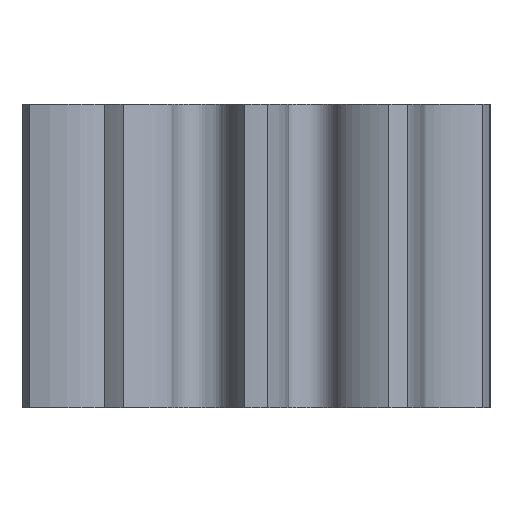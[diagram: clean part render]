
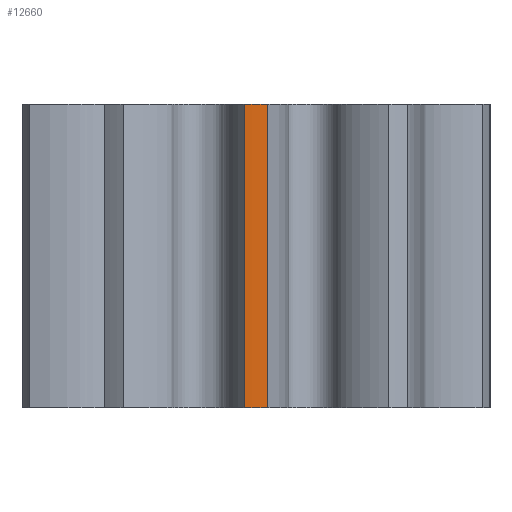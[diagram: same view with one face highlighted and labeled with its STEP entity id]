
A CAD part, front view. The second image highlights one B-rep face of the part: STEP entity #12660.
In plain terms, the highlighted cylindrical face has radius 15.24 mm (diameter 30.48 mm), a partial arc.
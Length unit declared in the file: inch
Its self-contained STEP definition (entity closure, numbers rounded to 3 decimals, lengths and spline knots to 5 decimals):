
#41 = DIRECTION ( 'NONE',  ( 0., 0., 1. ) ) ;
#700 = EDGE_CURVE ( 'NONE', #4518, #4617, #8581, .T. ) ;
#1936 = ORIENTED_EDGE ( 'NONE', *, *, #700, .T. ) ;
#2131 = ORIENTED_EDGE ( 'NONE', *, *, #15301, .F. ) ;
#2485 = DIRECTION ( 'NONE',  ( 0., 0., -1. ) ) ;
#3256 = DIRECTION ( 'NONE',  ( 0., 0., -1. ) ) ;
#4120 = EDGE_CURVE ( 'NONE', #8749, #14672, #9800, .T. ) ;
#4518 = VERTEX_POINT ( 'NONE', #12921 ) ;
#4617 = VERTEX_POINT ( 'NONE', #10510 ) ;
#5041 = CYLINDRICAL_SURFACE ( 'NONE', #8926, 0.6 ) ;
#5245 = DIRECTION ( 'NONE',  ( 1., 0., 0. ) ) ;
#5605 = EDGE_LOOP ( 'NONE', ( #7278, #10237, #2131, #1936 ) ) ;
#5777 = DIRECTION ( 'NONE',  ( 0., 0., 1. ) ) ;
#5908 = VECTOR ( 'NONE', #3256, 39.37008 ) ;
#7278 = ORIENTED_EDGE ( 'NONE', *, *, #14551, .T. ) ;
#8119 = AXIS2_PLACEMENT_3D ( 'NONE', #8808, #41, #5245 ) ;
#8581 = LINE ( 'NONE', #14957, #14329 ) ;
#8670 = DIRECTION ( 'NONE',  ( 0., 0., -1. ) ) ;
#8749 = VERTEX_POINT ( 'NONE', #15434 ) ;
#8759 = FACE_OUTER_BOUND ( 'NONE', #5605, .T. ) ;
#8808 = CARTESIAN_POINT ( 'NONE',  ( 0., 0., 0.375 ) ) ;
#8926 = AXIS2_PLACEMENT_3D ( 'NONE', #10086, #2485, #13889 ) ;
#9800 = LINE ( 'NONE', #12437, #5908 ) ;
#10086 = CARTESIAN_POINT ( 'NONE',  ( 0., 0., 0.375 ) ) ;
#10237 = ORIENTED_EDGE ( 'NONE', *, *, #4120, .F. ) ;
#10510 = CARTESIAN_POINT ( 'NONE',  ( -0.02937, -0.59928, -0.375 ) ) ;
#10753 = DIRECTION ( 'NONE',  ( 1., 0., 0. ) ) ;
#11819 = CIRCLE ( 'NONE', #14969, 0.6 ) ;
#12437 = CARTESIAN_POINT ( 'NONE',  ( 0.02937, -0.59928, 0.375 ) ) ;
#12660 = ADVANCED_FACE ( 'NONE', ( #8759 ), #5041, .T. ) ;
#12876 = CIRCLE ( 'NONE', #8119, 0.6 ) ;
#12921 = CARTESIAN_POINT ( 'NONE',  ( -0.02937, -0.59928, 0.375 ) ) ;
#13889 = DIRECTION ( 'NONE',  ( -1., 0., 0. ) ) ;
#14329 = VECTOR ( 'NONE', #8670, 39.37008 ) ;
#14470 = CARTESIAN_POINT ( 'NONE',  ( 0., 0., -0.375 ) ) ;
#14551 = EDGE_CURVE ( 'NONE', #4617, #14672, #11819, .T. ) ;
#14672 = VERTEX_POINT ( 'NONE', #15417 ) ;
#14957 = CARTESIAN_POINT ( 'NONE',  ( -0.02937, -0.59928, 0.375 ) ) ;
#14969 = AXIS2_PLACEMENT_3D ( 'NONE', #14470, #5777, #10753 ) ;
#15301 = EDGE_CURVE ( 'NONE', #4518, #8749, #12876, .T. ) ;
#15417 = CARTESIAN_POINT ( 'NONE',  ( 0.02937, -0.59928, -0.375 ) ) ;
#15434 = CARTESIAN_POINT ( 'NONE',  ( 0.02937, -0.59928, 0.375 ) ) ;
